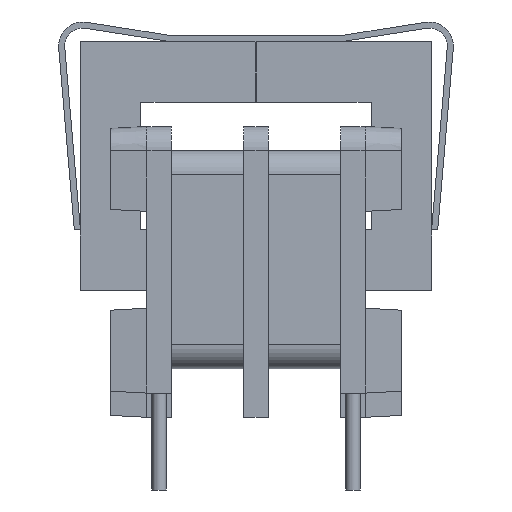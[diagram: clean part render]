
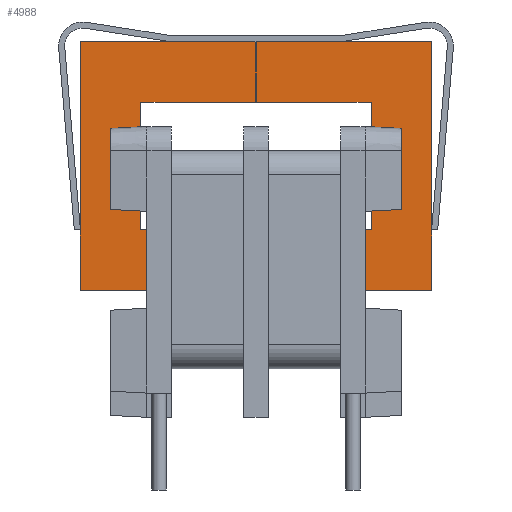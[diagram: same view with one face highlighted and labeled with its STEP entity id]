
A CAD part, front view. The second image highlights one B-rep face of the part: STEP entity #4988.
In plain terms, the highlighted planar face has unit normal (0, -1, 0).
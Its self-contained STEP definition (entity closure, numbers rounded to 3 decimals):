
#35 = VERTEX_POINT ( 'NONE', #943 ) ;
#143 = DIRECTION ( 'NONE',  ( 0., 0., 1. ) ) ;
#189 = CARTESIAN_POINT ( 'NONE',  ( -0.01, -1.75, 10.375 ) ) ;
#202 = VECTOR ( 'NONE', #2872, 1000. ) ;
#205 = CARTESIAN_POINT ( 'NONE',  ( -4.75, -1.75, 13. ) ) ;
#223 = ORIENTED_EDGE ( 'NONE', *, *, #227, .F. ) ;
#227 = EDGE_CURVE ( 'NONE', #4466, #4254, #2063, .T. ) ;
#228 = LINE ( 'NONE', #6317, #202 ) ;
#277 = ORIENTED_EDGE ( 'NONE', *, *, #688, .T. ) ;
#348 = ORIENTED_EDGE ( 'NONE', *, *, #5948, .T. ) ;
#461 = CARTESIAN_POINT ( 'NONE',  ( 4.75, -1.75, 13. ) ) ;
#528 = CARTESIAN_POINT ( 'NONE',  ( 0.01, -1.75, 13. ) ) ;
#543 = CARTESIAN_POINT ( 'NONE',  ( 7.25, -1.75, 5.25 ) ) ;
#671 = CARTESIAN_POINT ( 'NONE',  ( -3.52, -1.75, 15.5 ) ) ;
#688 = EDGE_CURVE ( 'NONE', #1408, #3014, #2668, .T. ) ;
#721 = DIRECTION ( 'NONE',  ( -1., 0., 0. ) ) ;
#772 = CARTESIAN_POINT ( 'NONE',  ( -7.25, -1.75, 15.5 ) ) ;
#791 = LINE ( 'NONE', #5287, #5957 ) ;
#821 = LINE ( 'NONE', #2389, #4390 ) ;
#891 = EDGE_CURVE ( 'NONE', #4254, #1856, #4615, .T. ) ;
#943 = CARTESIAN_POINT ( 'NONE',  ( 7.25, -1.75, 15.5 ) ) ;
#960 = DIRECTION ( 'NONE',  ( -1., 0., 0. ) ) ;
#1066 = EDGE_LOOP ( 'NONE', ( #4552, #277, #1161, #3975, #2877, #223, #1331, #4289, #348, #3232, #6343, #2452, #3131, #2764 ) ) ;
#1161 = ORIENTED_EDGE ( 'NONE', *, *, #6006, .T. ) ;
#1166 = VECTOR ( 'NONE', #1580, 1000. ) ;
#1171 = VECTOR ( 'NONE', #4969, 1000. ) ;
#1331 = ORIENTED_EDGE ( 'NONE', *, *, #5359, .F. ) ;
#1400 = VERTEX_POINT ( 'NONE', #461 ) ;
#1408 = VERTEX_POINT ( 'NONE', #5698 ) ;
#1548 = VERTEX_POINT ( 'NONE', #1800 ) ;
#1580 = DIRECTION ( 'NONE',  ( 0., 0., 1. ) ) ;
#1585 = EDGE_CURVE ( 'NONE', #1915, #1408, #791, .T. ) ;
#1604 = DIRECTION ( 'NONE',  ( -1., 0., 0. ) ) ;
#1619 = EDGE_CURVE ( 'NONE', #1915, #1400, #228, .T. ) ;
#1654 = CARTESIAN_POINT ( 'NONE',  ( 3.52, -1.75, 15.5 ) ) ;
#1722 = VECTOR ( 'NONE', #4783, 1000. ) ;
#1742 = CARTESIAN_POINT ( 'NONE',  ( -7.25, -1.75, 5.25 ) ) ;
#1800 = CARTESIAN_POINT ( 'NONE',  ( -0.01, -1.75, 13. ) ) ;
#1849 = VERTEX_POINT ( 'NONE', #5020 ) ;
#1856 = VERTEX_POINT ( 'NONE', #5989 ) ;
#1915 = VERTEX_POINT ( 'NONE', #5952 ) ;
#2045 = CARTESIAN_POINT ( 'NONE',  ( -4.75, -1.75, 7.75 ) ) ;
#2063 = LINE ( 'NONE', #2722, #4965 ) ;
#2116 = DIRECTION ( 'NONE',  ( 0., 0., 1. ) ) ;
#2222 = DIRECTION ( 'NONE',  ( 0., 1., 0. ) ) ;
#2257 = DIRECTION ( 'NONE',  ( 1., 0., 0. ) ) ;
#2337 = VECTOR ( 'NONE', #4127, 1000. ) ;
#2389 = CARTESIAN_POINT ( 'NONE',  ( 7.25, -1.75, 15.5 ) ) ;
#2452 = ORIENTED_EDGE ( 'NONE', *, *, #4970, .F. ) ;
#2550 = VERTEX_POINT ( 'NONE', #1654 ) ;
#2560 = VERTEX_POINT ( 'NONE', #3591 ) ;
#2592 = AXIS2_PLACEMENT_3D ( 'NONE', #6331, #2222, #143 ) ;
#2596 = VECTOR ( 'NONE', #2257, 1000. ) ;
#2668 = LINE ( 'NONE', #2045, #2337 ) ;
#2691 = DIRECTION ( 'NONE',  ( 1., 0., 0. ) ) ;
#2722 = CARTESIAN_POINT ( 'NONE',  ( -7.25, -1.75, 15.5 ) ) ;
#2764 = ORIENTED_EDGE ( 'NONE', *, *, #1619, .F. ) ;
#2872 = DIRECTION ( 'NONE',  ( 0., 0., 1. ) ) ;
#2877 = ORIENTED_EDGE ( 'NONE', *, *, #891, .F. ) ;
#2972 = CARTESIAN_POINT ( 'NONE',  ( 10.301, -1.75, 15.5 ) ) ;
#3014 = VERTEX_POINT ( 'NONE', #5610 ) ;
#3059 = CARTESIAN_POINT ( 'NONE',  ( 0.01, -1.75, 10.375 ) ) ;
#3119 = VECTOR ( 'NONE', #6445, 1000. ) ;
#3131 = ORIENTED_EDGE ( 'NONE', *, *, #3268, .F. ) ;
#3154 = VERTEX_POINT ( 'NONE', #528 ) ;
#3232 = ORIENTED_EDGE ( 'NONE', *, *, #4607, .T. ) ;
#3246 = VECTOR ( 'NONE', #1604, 1000. ) ;
#3268 = EDGE_CURVE ( 'NONE', #1400, #3154, #5168, .T. ) ;
#3273 = LINE ( 'NONE', #4758, #1722 ) ;
#3408 = EDGE_CURVE ( 'NONE', #1548, #1856, #4717, .T. ) ;
#3462 = VERTEX_POINT ( 'NONE', #1742 ) ;
#3474 = CARTESIAN_POINT ( 'NONE',  ( 10.301, -1.75, 5.25 ) ) ;
#3587 = DIRECTION ( 'NONE',  ( 1., 0., 0. ) ) ;
#3591 = CARTESIAN_POINT ( 'NONE',  ( 0.01, -1.75, 15.5 ) ) ;
#3629 = VECTOR ( 'NONE', #2691, 1000. ) ;
#3975 = ORIENTED_EDGE ( 'NONE', *, *, #3408, .T. ) ;
#4113 = PLANE ( 'NONE',  #2592 ) ;
#4127 = DIRECTION ( 'NONE',  ( 0., 0., 1. ) ) ;
#4254 = VERTEX_POINT ( 'NONE', #671 ) ;
#4289 = ORIENTED_EDGE ( 'NONE', *, *, #4562, .F. ) ;
#4390 = VECTOR ( 'NONE', #960, 1000. ) ;
#4461 = LINE ( 'NONE', #3474, #3119 ) ;
#4466 = VERTEX_POINT ( 'NONE', #772 ) ;
#4552 = ORIENTED_EDGE ( 'NONE', *, *, #1585, .T. ) ;
#4562 = EDGE_CURVE ( 'NONE', #1849, #3462, #4461, .T. ) ;
#4607 = EDGE_CURVE ( 'NONE', #35, #2550, #821, .T. ) ;
#4615 = LINE ( 'NONE', #5689, #3629 ) ;
#4717 = LINE ( 'NONE', #189, #5134 ) ;
#4758 = CARTESIAN_POINT ( 'NONE',  ( -7.25, -1.75, 5.25 ) ) ;
#4783 = DIRECTION ( 'NONE',  ( 0., 0., 1. ) ) ;
#4827 = LINE ( 'NONE', #205, #2596 ) ;
#4965 = VECTOR ( 'NONE', #3587, 1000. ) ;
#4969 = DIRECTION ( 'NONE',  ( -1., 0., 0. ) ) ;
#4970 = EDGE_CURVE ( 'NONE', #3154, #2560, #6199, .T. ) ;
#4988 = ADVANCED_FACE ( 'NONE', ( #6099 ), #4113, .F. ) ;
#5012 = VECTOR ( 'NONE', #2116, 1000. ) ;
#5020 = CARTESIAN_POINT ( 'NONE',  ( 7.25, -1.75, 5.25 ) ) ;
#5109 = LINE ( 'NONE', #543, #5012 ) ;
#5134 = VECTOR ( 'NONE', #5719, 1000. ) ;
#5168 = LINE ( 'NONE', #6150, #3246 ) ;
#5287 = CARTESIAN_POINT ( 'NONE',  ( 10.301, -1.75, 7.75 ) ) ;
#5359 = EDGE_CURVE ( 'NONE', #3462, #4466, #3273, .T. ) ;
#5430 = EDGE_CURVE ( 'NONE', #2550, #2560, #5868, .T. ) ;
#5610 = CARTESIAN_POINT ( 'NONE',  ( -4.75, -1.75, 13. ) ) ;
#5689 = CARTESIAN_POINT ( 'NONE',  ( -7.25, -1.75, 15.5 ) ) ;
#5698 = CARTESIAN_POINT ( 'NONE',  ( -4.75, -1.75, 7.75 ) ) ;
#5719 = DIRECTION ( 'NONE',  ( 0., 0., 1. ) ) ;
#5868 = LINE ( 'NONE', #2972, #1171 ) ;
#5948 = EDGE_CURVE ( 'NONE', #1849, #35, #5109, .T. ) ;
#5952 = CARTESIAN_POINT ( 'NONE',  ( 4.75, -1.75, 7.75 ) ) ;
#5957 = VECTOR ( 'NONE', #721, 1000. ) ;
#5989 = CARTESIAN_POINT ( 'NONE',  ( -0.01, -1.75, 15.5 ) ) ;
#6006 = EDGE_CURVE ( 'NONE', #3014, #1548, #4827, .T. ) ;
#6099 = FACE_OUTER_BOUND ( 'NONE', #1066, .T. ) ;
#6150 = CARTESIAN_POINT ( 'NONE',  ( 4.75, -1.75, 13. ) ) ;
#6199 = LINE ( 'NONE', #3059, #1166 ) ;
#6317 = CARTESIAN_POINT ( 'NONE',  ( 4.75, -1.75, 7.75 ) ) ;
#6331 = CARTESIAN_POINT ( 'NONE',  ( 10.301, -1.75, 7.75 ) ) ;
#6343 = ORIENTED_EDGE ( 'NONE', *, *, #5430, .T. ) ;
#6445 = DIRECTION ( 'NONE',  ( -1., 0., 0. ) ) ;
